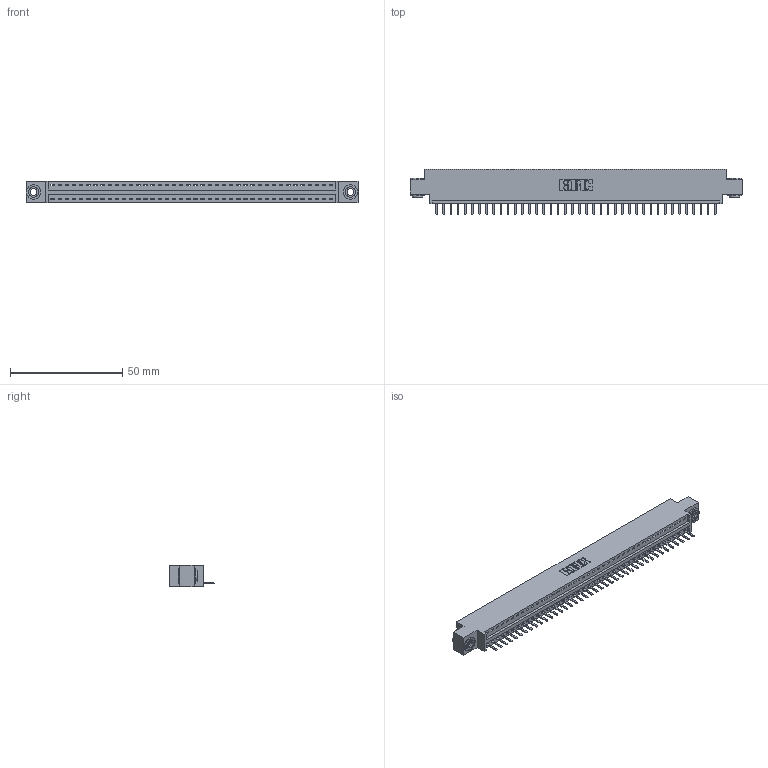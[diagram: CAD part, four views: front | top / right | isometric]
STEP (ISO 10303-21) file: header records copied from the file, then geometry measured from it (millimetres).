
FILE_DESCRIPTION (( 'STEP AP203' ), '1' );
FILE_NAME ('396-040-520-603.STEP', '2019-10-27T19:43:20', ( '' ), ( '' ), 'SwSTEP 2.0', 'SolidWorks 2016', '' );
FILE_SCHEMA (( 'CONFIG_CONTROL_DESIGN' ));
Length unit declared in the file: inch
Products named in the file (4): 345-292-001_345-293-120; 345-250-002_345-250-002-102; 396-040-520-603; 346 Part_0.170 Offset - 0.156 Dia-TH
Assembly tree (43 placements, depth 2):
  396-040-520-603
    346 Part_0.170 Offset - 0.156 Dia-TH
    345-292-001_345-293-120  x40
    345-250-002_345-250-002-102  x2
Bounding box: 147.57 x 20.02 x 9.4 mm (x, y, z)
Volume: 13862 mm3; surface area: 17299.6 mm2
Topology: 43 solids, 43 shells, 2644 faces, 7777 edges, 5074 vertices
Faces by surface type: plane 1770, cylinder 866, cone 8
Entity records: 25990 total; most frequent: CARTESIAN_POINT 4447, ORIENTED_EDGE 4402, DIRECTION 3943, EDGE_CURVE 2201, LINE 1881, VECTOR 1881, VERTEX_POINT 1462, AXIS2_PLACEMENT_3D 1031
